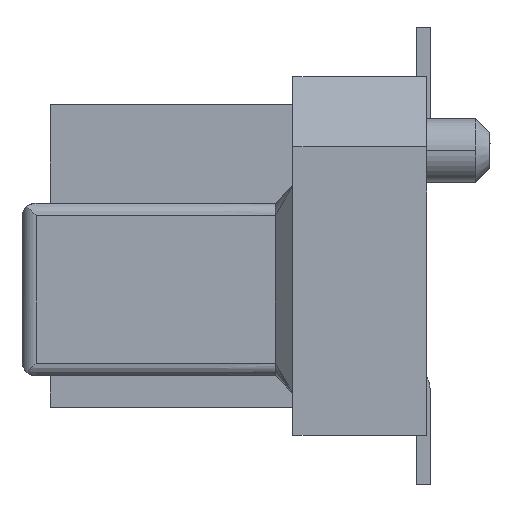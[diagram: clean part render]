
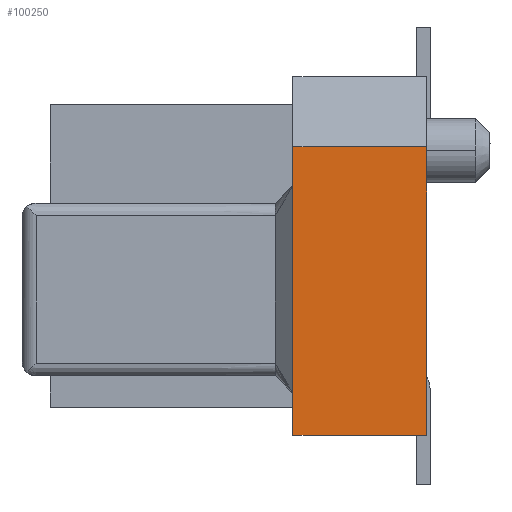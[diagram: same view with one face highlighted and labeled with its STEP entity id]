
A CAD part, left-side view. The second image highlights one B-rep face of the part: STEP entity #100250.
In plain terms, the highlighted planar face has unit normal (-1, 0, 0).
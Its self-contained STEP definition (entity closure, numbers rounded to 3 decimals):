
#42360=CARTESIAN_POINT('',(6.,4.9,1.55));
#42370=VERTEX_POINT('',#42360);
#42520=CARTESIAN_POINT('',(6.,3.,1.55));
#42530=VERTEX_POINT('',#42520);
#42560=CARTESIAN_POINT('',(6.,1.,1.55));
#42570=DIRECTION('',(0.,1.,0.));
#42580=VECTOR('',#42570,1.);
#42590=LINE('',#42560,#42580);
#42600=EDGE_CURVE('',#42530,#42370,#42590,.T.);
#83540=CARTESIAN_POINT('',(6.,1.,-2.55));
#83550=DIRECTION('',(0.,1.,0.));
#83560=VECTOR('',#83550,1.);
#83570=LINE('',#83540,#83560);
#83580=CARTESIAN_POINT('',(6.,3.,-2.55));
#83590=VERTEX_POINT('',#83580);
#83600=CARTESIAN_POINT('',(6.,4.9,-2.55));
#83610=VERTEX_POINT('',#83600);
#83620=EDGE_CURVE('',#83590,#83610,#83570,.T.);
#100040=CARTESIAN_POINT('',(6.,4.45,-0.5));
#100050=DIRECTION('',(-1.,0.,0.));
#100060=DIRECTION('',(0.,1.,0.));
#100070=AXIS2_PLACEMENT_3D('',#100040,#100050,#100060);
#100080=PLANE('',#100070);
#100090=CARTESIAN_POINT('',(6.,4.9,0.));
#100100=DIRECTION('',(0.,0.,-1.));
#100110=VECTOR('',#100100,1.);
#100120=LINE('',#100090,#100110);
#100130=EDGE_CURVE('',#42370,#83610,#100120,.T.);
#100140=ORIENTED_EDGE('',*,*,#100130,.T.);
#100150=ORIENTED_EDGE('',*,*,#42600,.T.);
#100160=CARTESIAN_POINT('',(6.,3.,0.));
#100170=DIRECTION('',(0.,0.,-1.));
#100180=VECTOR('',#100170,1.);
#100190=LINE('',#100160,#100180);
#100200=EDGE_CURVE('',#42530,#83590,#100190,.T.);
#100210=ORIENTED_EDGE('',*,*,#100200,.F.);
#100220=ORIENTED_EDGE('',*,*,#83620,.F.);
#100230=EDGE_LOOP('',(#100220,#100210,#100150,#100140));
#100240=FACE_OUTER_BOUND('',#100230,.T.);
#100250=ADVANCED_FACE('',(#100240),#100080,.T.);
